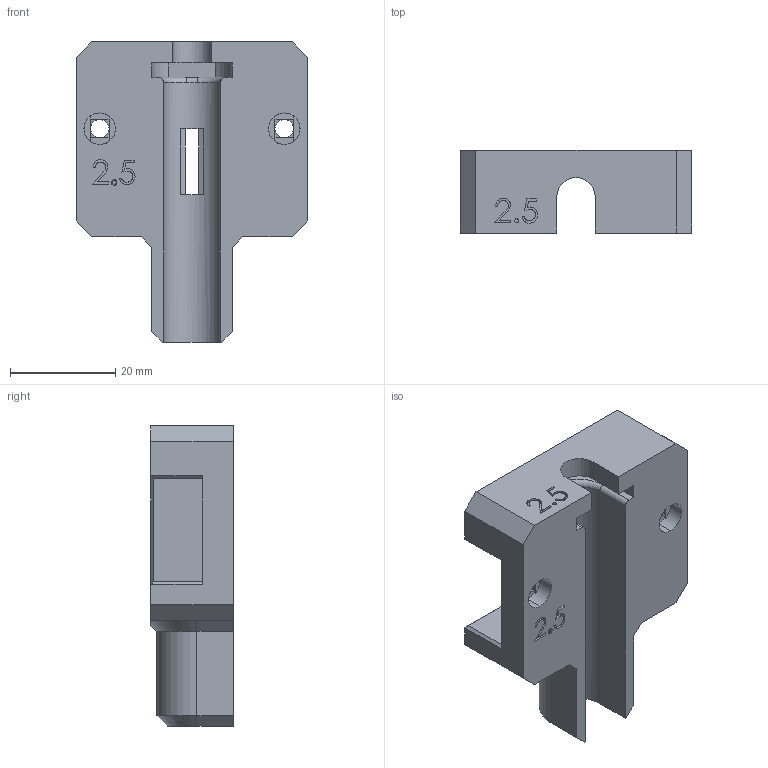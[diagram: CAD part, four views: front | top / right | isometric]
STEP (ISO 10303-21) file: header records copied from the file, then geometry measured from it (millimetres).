
FILE_DESCRIPTION (( 'STEP AP214' ), '1' );
FILE_NAME ('2.5mL Hamilton Holder v1.3.STEP', '2024-12-03T16:11:07', ( '' ), ( '' ), 'SwSTEP 2.0', 'SolidWorks 2024', '' );
FILE_SCHEMA (( 'AUTOMOTIVE_DESIGN' ));
Length unit declared in the file: millimetre
Products named in the file (1): 2.5mL Hamilton Holder v1.3
Bounding box: 44 x 15.68 x 57 mm (x, y, z)
Volume: 17864.7 mm3; surface area: 8314.8 mm2
Topology: 1 solids, 1 shells, 172 faces, 460 edges, 296 vertices
Faces by surface type: plane 110, bspline 41, cylinder 17, cone 2, torus 2
Entity records: 7930 total; most frequent: CARTESIAN_POINT 3854, ORIENTED_EDGE 920, DIRECTION 696, EDGE_CURVE 460, VECTOR 320, LINE 320, VERTEX_POINT 296, AXIS2_PLACEMENT_3D 188
